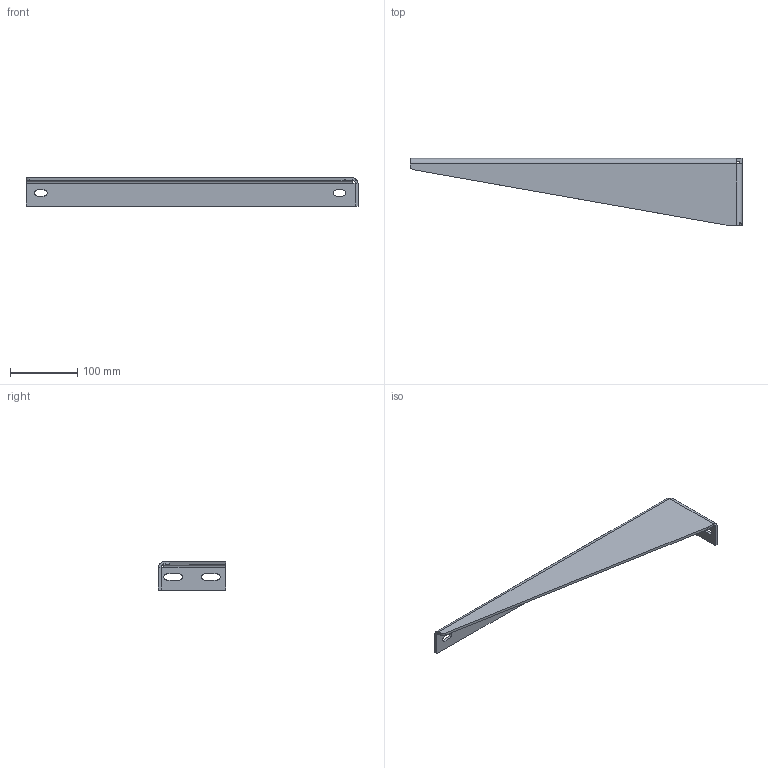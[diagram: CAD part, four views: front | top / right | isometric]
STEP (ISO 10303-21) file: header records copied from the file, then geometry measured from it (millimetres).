
FILE_DESCRIPTION(/* description */ ('Konsole rechts 495'),/* implementation_level */ '2;1');
FILE_NAME(/* name */ 'Syskomp 412536126 Konsole rechts l=495.stp',/* time_stamp */ '2016-11-29T13:31:54+01:00',/* author */ ('wheldmann'),/* organization */ (''),/* preprocessor_version */ 'ST-DEVELOPER v16.1',/* originating_system */ 'Autodesk Inventor 2016',/* authorisation */ '');
FILE_SCHEMA (('AUTOMOTIVE_DESIGN { 1 0 10303 214 3 1 1 }'));
Length unit declared in the file: millimetre
Products named in the file (1): 412536126 Konsole rechts l=495
Bounding box: 495 x 100 x 42 mm (x, y, z)
Volume: 198475 mm3; surface area: 105003 mm2
Topology: 1 solids, 1 shells, 41 faces, 107 edges, 66 vertices
Faces by surface type: plane 26, cylinder 15
Entity records: 1303 total; most frequent: CARTESIAN_POINT 226, DIRECTION 220, ORIENTED_EDGE 214, EDGE_CURVE 107, LINE 76, VECTOR 76, AXIS2_PLACEMENT_3D 72, VERTEX_POINT 66
